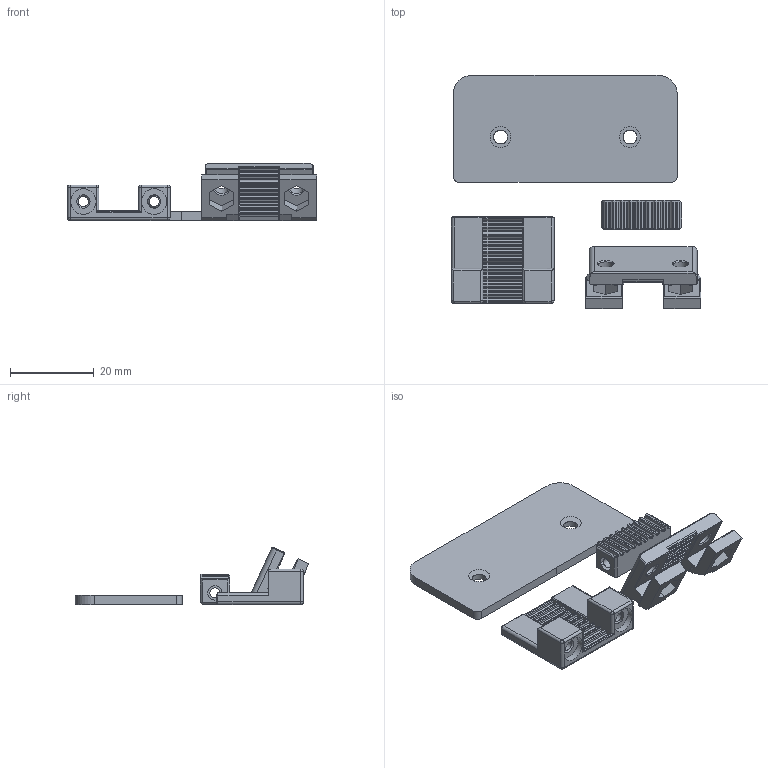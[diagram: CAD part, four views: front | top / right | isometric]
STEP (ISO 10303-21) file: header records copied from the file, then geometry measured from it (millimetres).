
FILE_DESCRIPTION(/* description */ (''),/* implementation_level */ '2;1');
FILE_NAME(/* name */ 'SLM v16.step',/* time_stamp */ '2024-07-30T14:08:41Z',/* author */ (''),/* organization */ (''),/* preprocessor_version */ 'ST-DEVELOPER v20',/* originating_system */ 'Autodesk Translation Framework v13.14.0.145',/* authorisation */ '');
FILE_SCHEMA (('AUTOMOTIVE_DESIGN { 1 0 10303 214 3 1 1 }'));
Length unit declared in the file: millimetre
Products named in the file (1): SLM
Bounding box: 59.34 x 55.68 x 13.61 mm (x, y, z)
Volume: 7017.9 mm3; surface area: 7475.2 mm2
Topology: 4 solids, 4 shells, 546 faces, 1410 edges, 873 vertices
Faces by surface type: plane 307, cylinder 139, cone 92, bspline 8
Full cylindrical faces by diameter (mm): 2.4 x3, 3.3 x2, 3.4 x3, 6.1 x2
Entity records: 16670 total; most frequent: CARTESIAN_POINT 3111, DIRECTION 2837, ORIENTED_EDGE 2820, EDGE_CURVE 1410, LINE 1017, VECTOR 1017, AXIS2_PLACEMENT_3D 910, VERTEX_POINT 875
